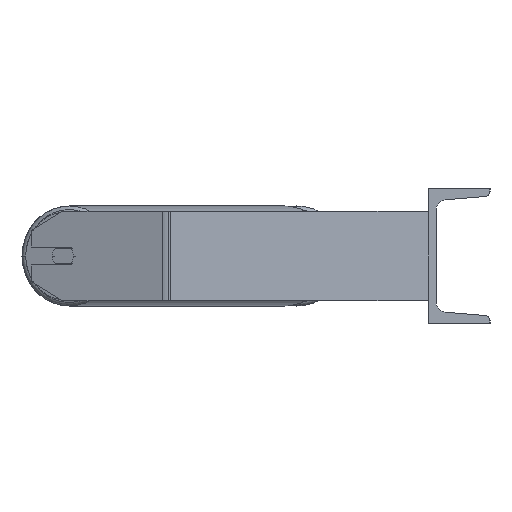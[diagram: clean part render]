
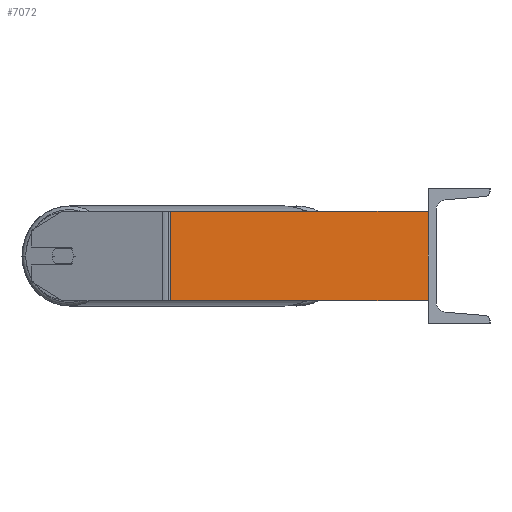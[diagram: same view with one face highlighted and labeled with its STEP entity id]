
A CAD part, left-side view. The second image highlights one B-rep face of the part: STEP entity #7072.
In plain terms, the highlighted planar face has unit normal (-0.996, -0.087, 0).
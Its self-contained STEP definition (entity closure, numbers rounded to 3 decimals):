
#861 = CARTESIAN_POINT ( 'NONE',  ( -905.379, 232.932, -40. ) ) ;
#1072 = VERTEX_POINT ( 'NONE', #9123 ) ;
#1755 = DIRECTION ( 'NONE',  ( 0., 0., -1. ) ) ;
#1866 = VERTEX_POINT ( 'NONE', #7874 ) ;
#2187 = DIRECTION ( 'NONE',  ( 0.087, -0.996, 0. ) ) ;
#2417 = VECTOR ( 'NONE', #4424, 1000. ) ;
#2512 = CARTESIAN_POINT ( 'NONE',  ( -905.07, 229.398, 40. ) ) ;
#2746 = VERTEX_POINT ( 'NONE', #7102 ) ;
#2831 = CARTESIAN_POINT ( 'NONE',  ( -885., 0., -40. ) ) ;
#3094 = FACE_OUTER_BOUND ( 'NONE', #8471, .T. ) ;
#3150 = PLANE ( 'NONE',  #8885 ) ;
#3937 = EDGE_CURVE ( 'NONE', #1072, #8669, #6045, .T. ) ;
#4424 = DIRECTION ( 'NONE',  ( 0., 0., -1. ) ) ;
#4965 = EDGE_CURVE ( 'NONE', #1866, #2746, #6717, .T. ) ;
#5000 = ORIENTED_EDGE ( 'NONE', *, *, #4965, .T. ) ;
#5035 = VECTOR ( 'NONE', #1755, 1000. ) ;
#5118 = DIRECTION ( 'NONE',  ( 0.087, -0.996, 0. ) ) ;
#5166 = LINE ( 'NONE', #861, #5319 ) ;
#5319 = VECTOR ( 'NONE', #5118, 1000. ) ;
#5756 = EDGE_CURVE ( 'NONE', #2746, #8669, #5166, .T. ) ;
#5824 = LINE ( 'NONE', #7921, #6102 ) ;
#5914 = CARTESIAN_POINT ( 'NONE',  ( -905.379, 232.932, 40. ) ) ;
#6045 = LINE ( 'NONE', #8189, #2417 ) ;
#6102 = VECTOR ( 'NONE', #2187, 1000. ) ;
#6717 = LINE ( 'NONE', #2512, #5035 ) ;
#7072 = ADVANCED_FACE ( 'NONE', ( #3094 ), #3150, .F. ) ;
#7102 = CARTESIAN_POINT ( 'NONE',  ( -905.07, 229.398, -40. ) ) ;
#7103 = ORIENTED_EDGE ( 'NONE', *, *, #3937, .F. ) ;
#7452 = DIRECTION ( 'NONE',  ( 0.996, 0.087, 0. ) ) ;
#7692 = ORIENTED_EDGE ( 'NONE', *, *, #8007, .F. ) ;
#7874 = CARTESIAN_POINT ( 'NONE',  ( -905.07, 229.398, 40. ) ) ;
#7921 = CARTESIAN_POINT ( 'NONE',  ( -905.379, 232.932, 40. ) ) ;
#8007 = EDGE_CURVE ( 'NONE', #1866, #1072, #5824, .T. ) ;
#8189 = CARTESIAN_POINT ( 'NONE',  ( -885., 0., 40. ) ) ;
#8415 = ORIENTED_EDGE ( 'NONE', *, *, #5756, .T. ) ;
#8471 = EDGE_LOOP ( 'NONE', ( #8415, #7103, #7692, #5000 ) ) ;
#8669 = VERTEX_POINT ( 'NONE', #2831 ) ;
#8739 = DIRECTION ( 'NONE',  ( -0.087, 0.996, 0. ) ) ;
#8885 = AXIS2_PLACEMENT_3D ( 'NONE', #5914, #7452, #8739 ) ;
#9123 = CARTESIAN_POINT ( 'NONE',  ( -885., 0., 40. ) ) ;
